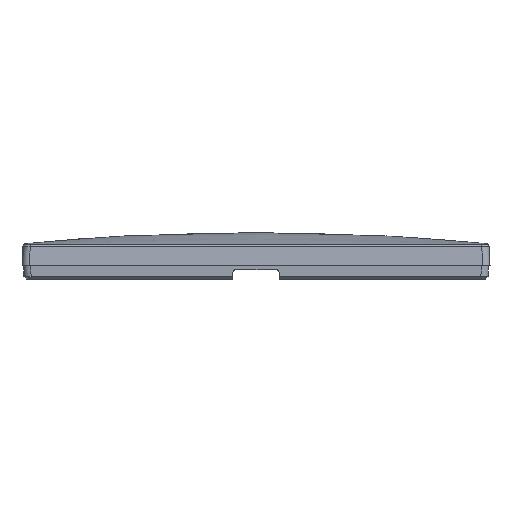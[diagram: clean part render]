
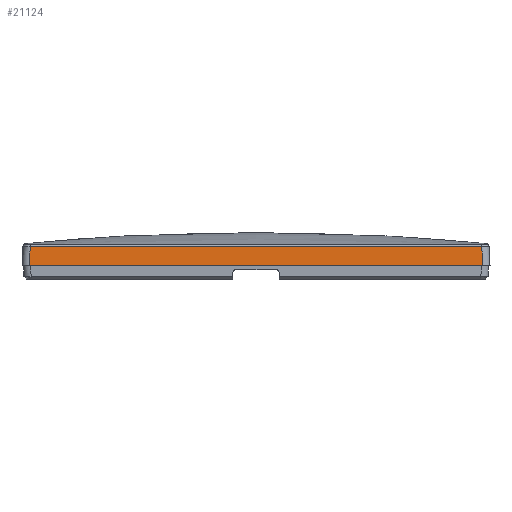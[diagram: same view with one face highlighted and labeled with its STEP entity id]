
A CAD part, left-side view. The second image highlights one B-rep face of the part: STEP entity #21124.
In plain terms, the highlighted planar face has unit normal (-0.999, 0, 0.052).
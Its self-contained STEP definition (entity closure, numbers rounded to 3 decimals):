
#21112=AXIS2_PLACEMENT_3D('Plane Axis2P3D',#21109,#21110,#21111) ;
#20109=CARTESIAN_POINT('Vertex',(-70.91,-43.412,6.233)) ;
#20267=CARTESIAN_POINT('Vertex',(-70.91,43.412,6.233)) ;
#20271=CARTESIAN_POINT('Control Point',(-70.91,-43.412,6.233)) ;
#20272=CARTESIAN_POINT('Control Point',(-70.909,-40.879,6.242)) ;
#20273=CARTESIAN_POINT('Control Point',(-70.909,-38.347,6.25)) ;
#20274=CARTESIAN_POINT('Control Point',(-70.908,-36.267,6.256)) ;
#20275=CARTESIAN_POINT('Control Point',(-70.908,-31.241,6.27)) ;
#20276=CARTESIAN_POINT('Control Point',(-70.907,-26.215,6.282)) ;
#20277=CARTESIAN_POINT('Control Point',(-70.907,-23.982,6.287)) ;
#20278=CARTESIAN_POINT('Control Point',(-70.906,-16.586,6.3)) ;
#20279=CARTESIAN_POINT('Control Point',(-70.906,-9.19,6.307)) ;
#20280=CARTESIAN_POINT('Control Point',(-70.906,-4.381,6.31)) ;
#20281=CARTESIAN_POINT('Control Point',(-70.906,2.975,6.31)) ;
#20282=CARTESIAN_POINT('Control Point',(-70.906,10.33,6.305)) ;
#20283=CARTESIAN_POINT('Control Point',(-70.906,12.725,6.303)) ;
#20284=CARTESIAN_POINT('Control Point',(-70.906,17.657,6.297)) ;
#20285=CARTESIAN_POINT('Control Point',(-70.907,22.588,6.289)) ;
#20286=CARTESIAN_POINT('Control Point',(-70.907,24.884,6.285)) ;
#20287=CARTESIAN_POINT('Control Point',(-70.907,28.583,6.276)) ;
#20288=CARTESIAN_POINT('Control Point',(-70.908,32.282,6.267)) ;
#20289=CARTESIAN_POINT('Control Point',(-70.908,33.503,6.264)) ;
#20290=CARTESIAN_POINT('Control Point',(-70.908,35.945,6.257)) ;
#20291=CARTESIAN_POINT('Control Point',(-70.909,38.386,6.25)) ;
#20292=CARTESIAN_POINT('Control Point',(-70.909,39.607,6.246)) ;
#20293=CARTESIAN_POINT('Control Point',(-70.909,41.101,6.241)) ;
#20294=CARTESIAN_POINT('Control Point',(-70.909,42.594,6.236)) ;
#20295=CARTESIAN_POINT('Control Point',(-70.91,42.867,6.235)) ;
#20296=CARTESIAN_POINT('Control Point',(-70.91,43.139,6.234)) ;
#20297=CARTESIAN_POINT('Control Point',(-70.91,43.412,6.233)) ;
#20807=CARTESIAN_POINT('Vertex',(-71.1,-43.602,2.6)) ;
#20812=CARTESIAN_POINT('Line Origine',(-71.1,0.,2.6)) ;
#20816=CARTESIAN_POINT('Vertex',(-71.1,43.602,2.6)) ;
#21096=CARTESIAN_POINT('Line Origine',(-70.996,-43.498,4.589)) ;
#21109=CARTESIAN_POINT('Axis2P3D Location',(-71.1,22.5,2.6)) ;
#21115=CARTESIAN_POINT('Control Point',(-71.1,43.602,2.6)) ;
#21116=CARTESIAN_POINT('Control Point',(-70.91,43.412,6.233)) ;
#20813=DIRECTION('Vector Direction',(0.,-1.,0.)) ;
#21097=DIRECTION('Vector Direction',(0.052,0.052,0.997)) ;
#21110=DIRECTION('Axis2P3D Direction',(-0.999,0.,0.052)) ;
#21111=DIRECTION('Axis2P3D XDirection',(0.,1.,0.)) ;
#20814=VECTOR('Line Direction',#20813,1.) ;
#21098=VECTOR('Line Direction',#21097,1.) ;
#21119=ORIENTED_EDGE('',*,*,#21117,.F.) ;
#21120=ORIENTED_EDGE('',*,*,#20818,.T.) ;
#21121=ORIENTED_EDGE('',*,*,#21100,.T.) ;
#21122=ORIENTED_EDGE('',*,*,#20298,.T.) ;
#21124=ADVANCED_FACE('PartBody',(#21123),#21113,.T.) ;
#20270=B_SPLINE_CURVE_WITH_KNOTS('',5,(#20271,#20272,#20273,#20274,#20275,#20276,#20277,#20278,#20279,#20280,#20281,#20282,#20283,#20284,#20285,#20286,#20287,#20288,#20289,#20290,#20291,#20292,#20293,#20294,#20295,#20296,#20297),.UNSPECIFIED.,.F.,.U.,(6,3,3,3,3,3,3,3,6),(27.362,45.277,62.921,97.604,114.962,132.495,141.132,149.77,151.699),.UNSPECIFIED.) ;
#21114=B_SPLINE_CURVE_WITH_KNOTS('',1,(#21115,#21116),.UNSPECIFIED.,.F.,.U.,(2,2),(-1.995,1.648),.UNSPECIFIED.) ;
#20298=EDGE_CURVE('',#20110,#20268,#20270,.T.) ;
#20818=EDGE_CURVE('',#20817,#20808,#20815,.T.) ;
#21100=EDGE_CURVE('',#20808,#20110,#21099,.T.) ;
#21117=EDGE_CURVE('',#20817,#20268,#21114,.T.) ;
#21118=EDGE_LOOP('',(#21119,#21120,#21121,#21122)) ;
#21123=FACE_OUTER_BOUND('',#21118,.T.) ;
#20815=LINE('Line',#20812,#20814) ;
#21099=LINE('Line',#21096,#21098) ;
#21113=PLANE('',#21112) ;
#20110=VERTEX_POINT('',#20109) ;
#20268=VERTEX_POINT('',#20267) ;
#20808=VERTEX_POINT('',#20807) ;
#20817=VERTEX_POINT('',#20816) ;
